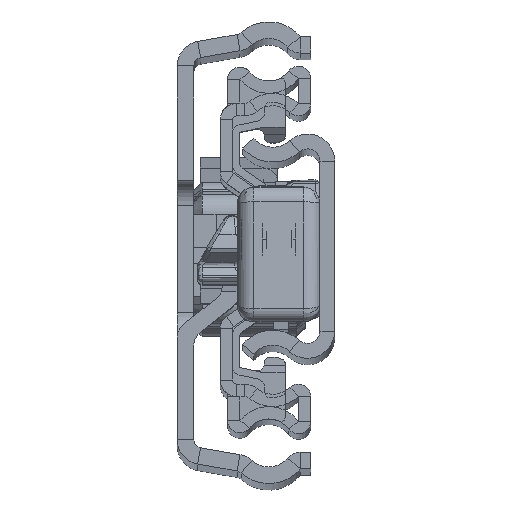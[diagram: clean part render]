
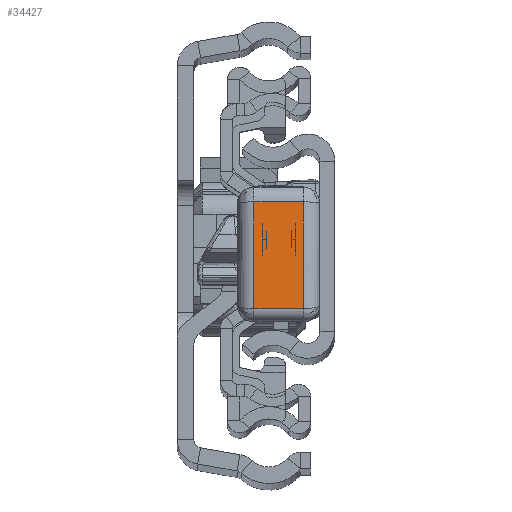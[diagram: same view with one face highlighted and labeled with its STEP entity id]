
A CAD part, top view. The second image highlights one B-rep face of the part: STEP entity #34427.
In plain terms, the highlighted face is planar.
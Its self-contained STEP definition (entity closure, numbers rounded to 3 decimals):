
#414 = CARTESIAN_POINT ( 'NONE',  ( 39.636, 0.361, 5.5 ) ) ;
#638 = DIRECTION ( 'NONE',  ( 0., 1., 0. ) ) ;
#2073 = AXIS2_PLACEMENT_3D ( 'NONE', #53944, #7744, #20630 ) ;
#2769 = VECTOR ( 'NONE', #38538, 1000. ) ;
#3966 = CARTESIAN_POINT ( 'NONE',  ( 39.636, 0., 8. ) ) ;
#7532 = CARTESIAN_POINT ( 'NONE',  ( 39.636, -12.609, 2. ) ) ;
#7573 = EDGE_CURVE ( 'NONE', #18799, #51040, #42369, .T. ) ;
#7744 = DIRECTION ( 'NONE',  ( -1., 0., 0. ) ) ;
#8030 = PLANE ( 'NONE',  #2073 ) ;
#8568 = EDGE_CURVE ( 'NONE', #27210, #18799, #29564, .T. ) ;
#9826 = EDGE_CURVE ( 'NONE', #51040, #49123, #12490, .T. ) ;
#11369 = ORIENTED_EDGE ( 'NONE', *, *, #8568, .T. ) ;
#12490 = LINE ( 'NONE', #26193, #23446 ) ;
#12610 = ORIENTED_EDGE ( 'NONE', *, *, #52249, .T. ) ;
#12978 = DIRECTION ( 'NONE',  ( 0., -1., 0. ) ) ;
#13759 = VECTOR ( 'NONE', #638, 1000. ) ;
#14105 = LINE ( 'NONE', #30062, #13759 ) ;
#14710 = CARTESIAN_POINT ( 'NONE',  ( 39.636, -12.609, 8. ) ) ;
#14966 = ORIENTED_EDGE ( 'NONE', *, *, #9826, .T. ) ;
#15327 = FACE_OUTER_BOUND ( 'NONE', #34240, .T. ) ;
#18799 = VERTEX_POINT ( 'NONE', #40888 ) ;
#20630 = DIRECTION ( 'NONE',  ( 0., 0., -1. ) ) ;
#23446 = VECTOR ( 'NONE', #25919, 1000. ) ;
#25919 = DIRECTION ( 'NONE',  ( 0., 0., -1. ) ) ;
#26193 = CARTESIAN_POINT ( 'NONE',  ( 39.636, -12.609, 5.5 ) ) ;
#27210 = VERTEX_POINT ( 'NONE', #31625 ) ;
#29564 = LINE ( 'NONE', #414, #2769 ) ;
#29965 = ORIENTED_EDGE ( 'NONE', *, *, #7573, .T. ) ;
#30062 = CARTESIAN_POINT ( 'NONE',  ( 39.636, 0., 2. ) ) ;
#31625 = CARTESIAN_POINT ( 'NONE',  ( 39.636, 0.361, 2. ) ) ;
#34240 = EDGE_LOOP ( 'NONE', ( #12610, #11369, #29965, #14966 ) ) ;
#34427 = ADVANCED_FACE ( 'NONE', ( #15327 ), #8030, .F. ) ;
#38538 = DIRECTION ( 'NONE',  ( 0., 0., 1. ) ) ;
#40888 = CARTESIAN_POINT ( 'NONE',  ( 39.636, 0.361, 8. ) ) ;
#42369 = LINE ( 'NONE', #3966, #49198 ) ;
#49123 = VERTEX_POINT ( 'NONE', #7532 ) ;
#49198 = VECTOR ( 'NONE', #12978, 1000. ) ;
#51040 = VERTEX_POINT ( 'NONE', #14710 ) ;
#52249 = EDGE_CURVE ( 'NONE', #49123, #27210, #14105, .T. ) ;
#53944 = CARTESIAN_POINT ( 'NONE',  ( 39.636, 0., 5.5 ) ) ;
